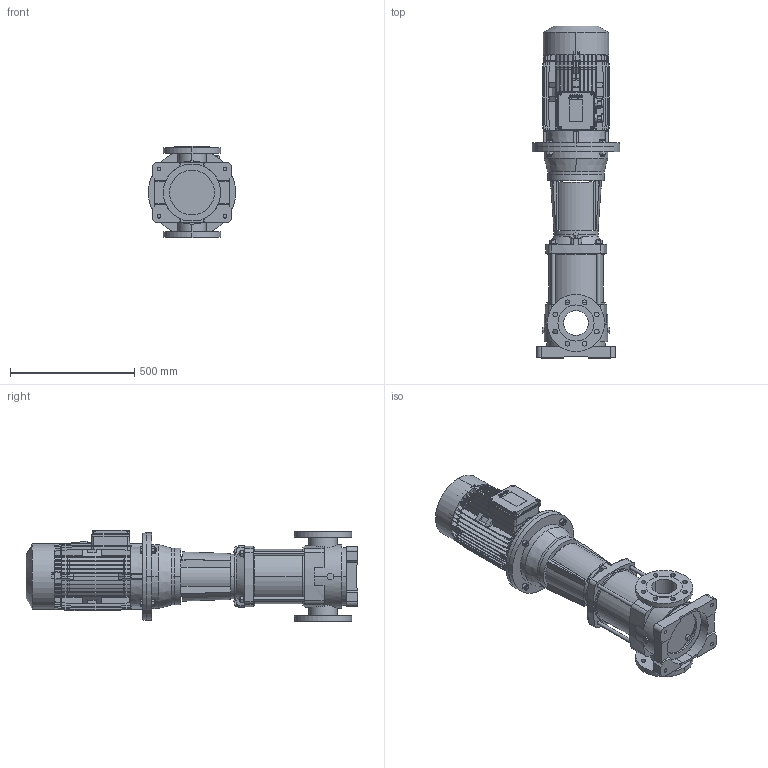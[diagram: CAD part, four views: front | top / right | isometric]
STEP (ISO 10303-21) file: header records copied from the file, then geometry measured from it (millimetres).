
FILE_DESCRIPTION (( 'STEP AP203' ), '1' );
FILE_NAME ('4.93.632.23swa01.step', '2023-04-28T10:29:08', ( '' ), ( '' ), 'SwSTEP 2.0', 'SolidWorks 2020', '' );
FILE_SCHEMA (( 'CONFIG_CONTROL_DESIGN' ));
Products named in the file (2): 4.93.632.23swa01; Copia di 4_93_632_23_REV00^4.93.632.23swa01
Assembly tree (1 placements, depth 2):
  4.93.632.23swa01
    Copia di 4_93_632_23_REV00^4.93.632.23swa01
Bounding box: 350 x 1333.2 x 369.2 mm (x, y, z)
Surface area: 3672153.2 mm2 (no closed solid volume)
Topology: 0 solids, 45 shells, 3322 faces, 9142 edges, 6033 vertices
Faces by surface type: plane 1467, bspline 1086, cylinder 490, cone 271, sphere 8
Full cylindrical faces by diameter (mm): 18.631 x1
Entity records: 112216 total; most frequent: CARTESIAN_POINT 33284, ORIENTED_EDGE 18249, DIRECTION 13089, EDGE_CURVE 9126, VERTEX_POINT 6033, LINE 5699, VECTOR 5699, AXIS2_PLACEMENT_3D 3695
